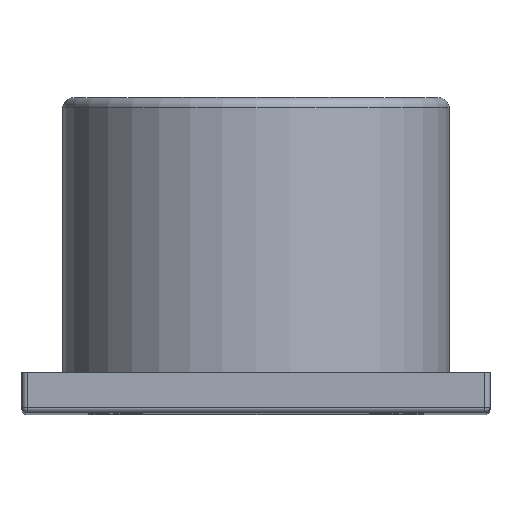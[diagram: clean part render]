
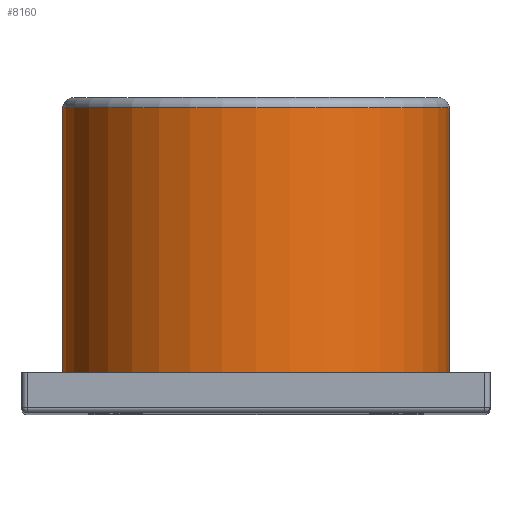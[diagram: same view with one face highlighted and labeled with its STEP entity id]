
A CAD part, top view. The second image highlights one B-rep face of the part: STEP entity #8160.
In plain terms, the highlighted cylindrical face has radius 9.5 mm (diameter 19 mm), a partial arc.
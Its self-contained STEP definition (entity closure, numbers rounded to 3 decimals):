
#6070=CARTESIAN_POINT('',(-9.5,0.,14.5))
;
#6080=VERTEX_POINT('',#6070);
#6130=CARTESIAN_POINT('',(0.,0.,
14.5));
#6140=DIRECTION('',(0.,-1.,0.));
#6150=DIRECTION('',(1.,0.,0.));
#6160=AXIS2_PLACEMENT_3D('',#6130,#6140,#6150);
#6170=CIRCLE('',#6160,9.5);
#6180=CARTESIAN_POINT('',(9.5,0.,14.5));
#6190=VERTEX_POINT('',#6180);
#6200=EDGE_CURVE('',#6190,#6080,#6170,.T.);
#6750=CARTESIAN_POINT('',(9.5,-2.,14.5));
#6760=DIRECTION('',(0.,1.,0.));
#6770=VECTOR('',#6760,0.4);
#6780=LINE('',#6750,#6770);
#6790=CARTESIAN_POINT('',(9.5,13.,14.5));
#6800=VERTEX_POINT('',#6790);
#6810=EDGE_CURVE('',#6190,#6800,#6780,.T.);
#7920=CARTESIAN_POINT('',(0.,-2.,14.5));
#7930=DIRECTION('',(0.,-1.,0.));
#7940=DIRECTION('',(1.,0.,0.));
#7950=AXIS2_PLACEMENT_3D('',#7920,#7930,#7940);
#7960=CYLINDRICAL_SURFACE('',#7950,9.5);
#7970=CARTESIAN_POINT('',(-9.5,-2.,14.5));
#7980=DIRECTION('',(0.,1.,0.));
#7990=VECTOR('',#7980,0.4);
#8000=LINE('',#7970,#7990);
#8010=CARTESIAN_POINT('',(-9.5,13.,14.5));
#8020=VERTEX_POINT('',#8010);
#8030=EDGE_CURVE('',#6080,#8020,#8000,.T.);
#8040=ORIENTED_EDGE('',*,*,#8030,.F.);
#8050=CARTESIAN_POINT('',(0.,13.,14.5));
#8060=DIRECTION('',(0.,-1.,0.));
#8070=DIRECTION('',(1.,0.,0.));
#8080=AXIS2_PLACEMENT_3D('',#8050,#8060,#8070);
#8090=CIRCLE('',#8080,9.5);
#8100=EDGE_CURVE('',#6800,#8020,#8090,.T.);
#8110=ORIENTED_EDGE('',*,*,#8100,.T.);
#8120=ORIENTED_EDGE('',*,*,#6810,.T.);
#8130=ORIENTED_EDGE('',*,*,#6200,.F.);
#8140=EDGE_LOOP('',(#8130,#8120,#8110,#8040));
#8150=FACE_OUTER_BOUND('',#8140,.T.);
#8160=ADVANCED_FACE('',(#8150),#7960,.T.);
